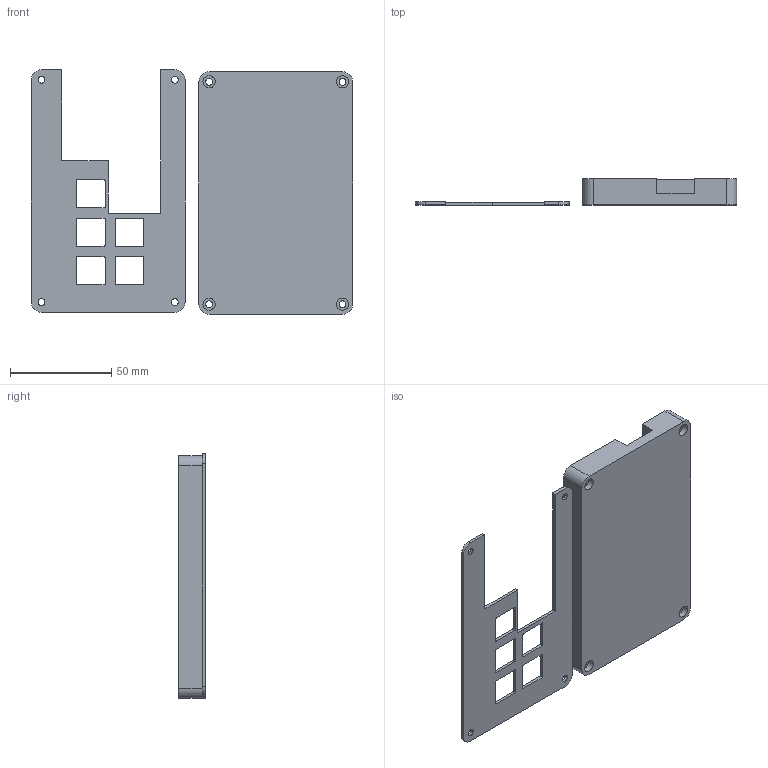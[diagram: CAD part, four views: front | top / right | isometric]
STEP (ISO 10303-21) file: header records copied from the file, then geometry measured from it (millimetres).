
FILE_DESCRIPTION(/* description */ (''),/* implementation_level */ '2;1');
FILE_NAME(/* name */ '3dprint.step',/* time_stamp */ '2026-01-31T00:13:23-05:00',/* author */ (''),/* organization */ (''),/* preprocessor_version */ 'ST-DEVELOPER v20.1',/* originating_system */ 'Autodesk Translation Framework v14.24.0.0',/* authorisation */ '');
FILE_SCHEMA (('AUTOMOTIVE_DESIGN { 1 0 10303 214 3 1 1 }'));
Length unit declared in the file: millimetre
Products named in the file (2): 2026-01-30-21-35-15-126; 2026-01-30-22-10-36-271
Assembly tree (1 placements, depth 2):
  2026-01-30-21-35-15-126
    2026-01-30-22-10-36-271
Bounding box: 158.86 x 13 x 121.01 mm (x, y, z)
Volume: 66486.5 mm3; surface area: 38461.3 mm2
Topology: 2 solids, 2 shells, 90 faces, 246 edges, 164 vertices
Faces by surface type: plane 50, cylinder 40
Full cylindrical faces by diameter (mm): 3.4 x8, 6 x4
Entity records: 2976 total; most frequent: DIRECTION 512, CARTESIAN_POINT 503, ORIENTED_EDGE 492, EDGE_CURVE 246, AXIS2_PLACEMENT_3D 173, LINE 166, VECTOR 166, VERTEX_POINT 164
